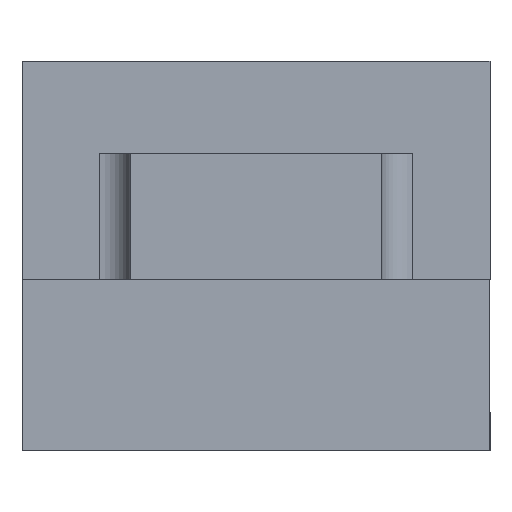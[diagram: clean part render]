
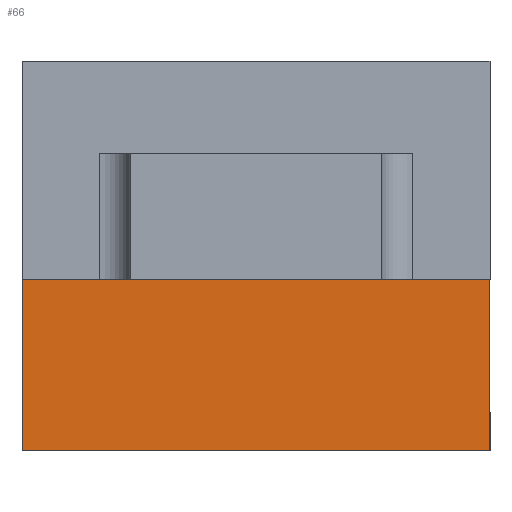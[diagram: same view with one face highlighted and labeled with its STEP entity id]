
A CAD part, front view. The second image highlights one B-rep face of the part: STEP entity #66.
In plain terms, the highlighted planar face has unit normal (0, -1, 0).
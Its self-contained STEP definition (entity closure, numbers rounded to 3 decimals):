
#66=ADVANCED_FACE('',(#97),#84,.F.);
#84=PLANE('',#375);
#97=FACE_OUTER_BOUND('',#110,.T.);
#110=EDGE_LOOP('',(#152,#153,#154,#155));
#152=ORIENTED_EDGE('',*,*,#272,.T.);
#153=ORIENTED_EDGE('',*,*,#256,.F.);
#154=ORIENTED_EDGE('',*,*,#273,.F.);
#155=ORIENTED_EDGE('',*,*,#270,.T.);
#224=VERTEX_POINT('',#495);
#225=VERTEX_POINT('',#496);
#236=VERTEX_POINT('',#522);
#237=VERTEX_POINT('',#524);
#256=EDGE_CURVE('',#224,#225,#301,.T.);
#270=EDGE_CURVE('',#237,#236,#315,.T.);
#272=EDGE_CURVE('',#236,#225,#317,.T.);
#273=EDGE_CURVE('',#237,#224,#318,.T.);
#301=LINE('',#494,#336);
#315=LINE('',#523,#350);
#317=LINE('',#527,#352);
#318=LINE('',#528,#353);
#336=VECTOR('',#402,1.);
#350=VECTOR('',#420,1.);
#352=VECTOR('',#424,1.);
#353=VECTOR('',#425,1.);
#375=AXIS2_PLACEMENT_3D('',#529,#426,#427);
#402=DIRECTION('',(0.,0.,1.));
#420=DIRECTION('',(0.,0.,1.));
#424=DIRECTION('',(-1.,0.,0.));
#425=DIRECTION('',(-1.,0.,0.));
#426=DIRECTION('',(0.,1.,0.));
#427=DIRECTION('',(-1.,0.,0.));
#494=CARTESIAN_POINT('',(-7.5,-3.75,-5.5));
#495=CARTESIAN_POINT('',(-7.5,-3.75,-5.5));
#496=CARTESIAN_POINT('',(-7.5,-3.75,0.));
#522=CARTESIAN_POINT('',(7.5,-3.75,0.));
#523=CARTESIAN_POINT('',(7.5,-3.75,-5.5));
#524=CARTESIAN_POINT('',(7.5,-3.75,-5.5));
#527=CARTESIAN_POINT('',(7.5,-3.75,0.));
#528=CARTESIAN_POINT('',(7.5,-3.75,-5.5));
#529=CARTESIAN_POINT('',(7.5,-3.75,-5.5));
